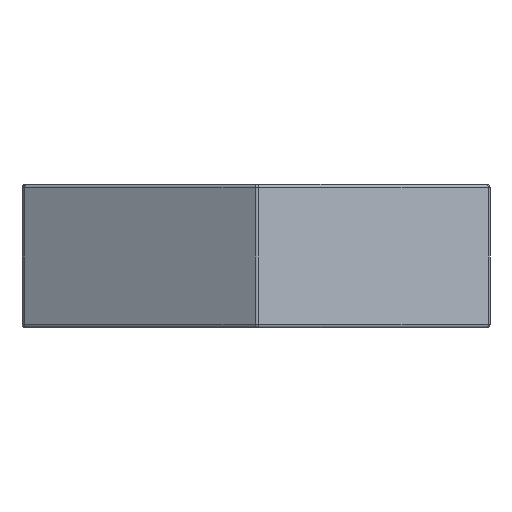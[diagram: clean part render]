
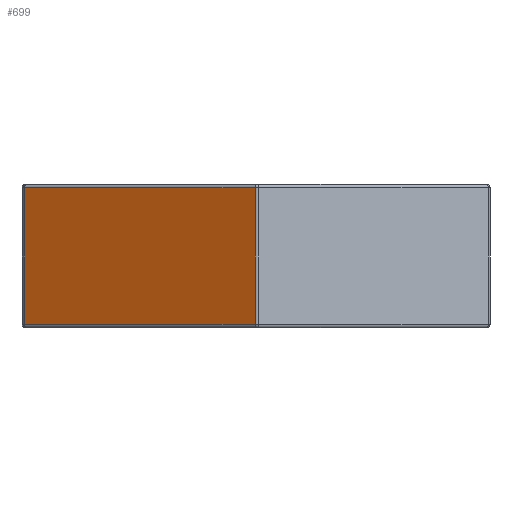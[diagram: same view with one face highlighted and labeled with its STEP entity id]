
A CAD part, left-side view. The second image highlights one B-rep face of the part: STEP entity #699.
In plain terms, the highlighted planar face has unit normal (-0.868, 0.497, 0).
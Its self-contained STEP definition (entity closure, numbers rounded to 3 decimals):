
#22=PLANE('',#796);
#69=FACE_OUTER_BOUND('',#117,.T.);
#117=EDGE_LOOP('',(#549,#550,#551,#552));
#225=LINE('',#1333,#267);
#226=LINE('',#1339,#268);
#227=LINE('',#1341,#269);
#228=LINE('',#1342,#270);
#267=VECTOR('',#971,10.);
#268=VECTOR('',#980,10.);
#269=VECTOR('',#981,10.);
#270=VECTOR('',#982,10.);
#331=VERTEX_POINT('',#1328);
#332=VERTEX_POINT('',#1332);
#333=VERTEX_POINT('',#1338);
#334=VERTEX_POINT('',#1340);
#410=EDGE_CURVE('',#331,#332,#225,.T.);
#413=EDGE_CURVE('',#333,#331,#226,.T.);
#414=EDGE_CURVE('',#334,#333,#227,.T.);
#415=EDGE_CURVE('',#332,#334,#228,.T.);
#549=ORIENTED_EDGE('',*,*,#410,.F.);
#550=ORIENTED_EDGE('',*,*,#413,.F.);
#551=ORIENTED_EDGE('',*,*,#414,.F.);
#552=ORIENTED_EDGE('',*,*,#415,.F.);
#699=ADVANCED_FACE('',(#69),#22,.T.);
#796=AXIS2_PLACEMENT_3D('',#1337,#978,#979);
#971=DIRECTION('',(0.,0.,1.));
#978=DIRECTION('center_axis',(-0.868,0.497,0.));
#979=DIRECTION('ref_axis',(-0.497,-0.868,0.));
#980=DIRECTION('',(0.497,0.868,0.));
#981=DIRECTION('',(0.,0.,-1.));
#982=DIRECTION('',(-0.497,-0.868,0.));
#1328=CARTESIAN_POINT('',(78.198,-18.562,0.1));
#1332=CARTESIAN_POINT('',(78.198,-18.562,3.9));
#1333=CARTESIAN_POINT('',(78.198,-18.562,0.));
#1337=CARTESIAN_POINT('Origin',(78.227,-18.512,0.));
#1338=CARTESIAN_POINT('',(74.523,-24.974,0.1));
#1339=CARTESIAN_POINT('',(77.294,-20.14,0.1));
#1340=CARTESIAN_POINT('',(74.523,-24.974,3.9));
#1341=CARTESIAN_POINT('',(74.523,-24.974,0.));
#1342=CARTESIAN_POINT('',(77.294,-20.14,3.9));
